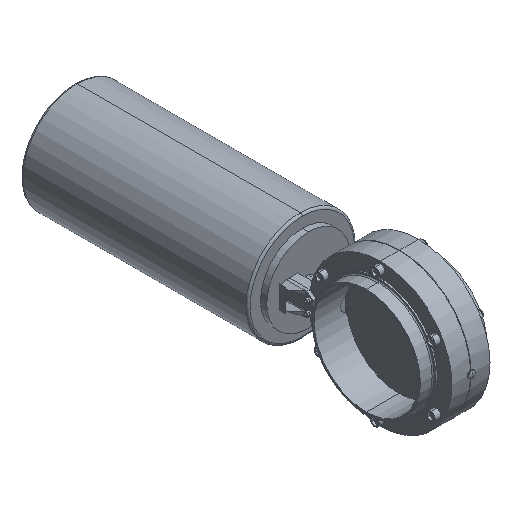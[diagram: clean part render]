
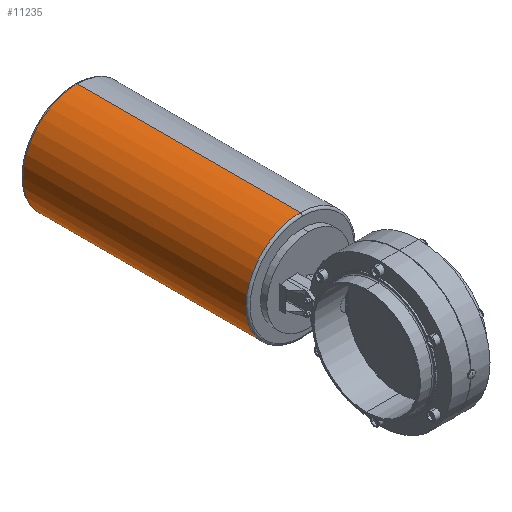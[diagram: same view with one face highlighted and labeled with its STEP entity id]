
A CAD part, isometric view. The second image highlights one B-rep face of the part: STEP entity #11235.
In plain terms, the highlighted cylindrical face has radius 52 mm (diameter 104 mm), a partial arc.
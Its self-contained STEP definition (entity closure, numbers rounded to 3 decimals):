
#280 = EDGE_CURVE ( 'NONE', #11355, #9894, #1900, .T. ) ;
#318 = DIRECTION ( 'NONE',  ( 0., -1., 0. ) ) ;
#607 = DIRECTION ( 'NONE',  ( 0., -1., 0. ) ) ;
#756 = VERTEX_POINT ( 'NONE', #6073 ) ;
#1163 = AXIS2_PLACEMENT_3D ( 'NONE', #9821, #4432, #1531 ) ;
#1253 = EDGE_CURVE ( 'NONE', #4063, #9894, #3519, .T. ) ;
#1531 = DIRECTION ( 'NONE',  ( 0., 0., 1. ) ) ;
#1900 = CIRCLE ( 'NONE', #1163, 52. ) ;
#2498 = DIRECTION ( 'NONE',  ( 0., 0., -1. ) ) ;
#2615 = CYLINDRICAL_SURFACE ( 'NONE', #7472, 52. ) ;
#2727 = CARTESIAN_POINT ( 'NONE',  ( 0., 95.35, -52. ) ) ;
#3253 = LINE ( 'NONE', #8818, #8367 ) ;
#3519 = LINE ( 'NONE', #3694, #5133 ) ;
#3694 = CARTESIAN_POINT ( 'NONE',  ( 0., 311.35, 52. ) ) ;
#4063 = VERTEX_POINT ( 'NONE', #9119 ) ;
#4276 = EDGE_LOOP ( 'NONE', ( #10440, #5866, #9055, #5561 ) ) ;
#4432 = DIRECTION ( 'NONE',  ( 0., 1., 0. ) ) ;
#5133 = VECTOR ( 'NONE', #8120, 1000. ) ;
#5206 = AXIS2_PLACEMENT_3D ( 'NONE', #8419, #318, #6638 ) ;
#5561 = ORIENTED_EDGE ( 'NONE', *, *, #280, .T. ) ;
#5866 = ORIENTED_EDGE ( 'NONE', *, *, #8351, .T. ) ;
#6020 = EDGE_CURVE ( 'NONE', #756, #11355, #3253, .T. ) ;
#6073 = CARTESIAN_POINT ( 'NONE',  ( 0., 309.35, -52. ) ) ;
#6638 = DIRECTION ( 'NONE',  ( 0., 0., 1. ) ) ;
#6865 = FACE_OUTER_BOUND ( 'NONE', #4276, .T. ) ;
#6898 = CIRCLE ( 'NONE', #5206, 52. ) ;
#7403 = CARTESIAN_POINT ( 'NONE',  ( 0., 95.35, 52. ) ) ;
#7472 = AXIS2_PLACEMENT_3D ( 'NONE', #8771, #607, #2498 ) ;
#8120 = DIRECTION ( 'NONE',  ( 0., -1., 0. ) ) ;
#8351 = EDGE_CURVE ( 'NONE', #4063, #756, #6898, .T. ) ;
#8367 = VECTOR ( 'NONE', #10546, 1000. ) ;
#8419 = CARTESIAN_POINT ( 'NONE',  ( 0., 309.35, 0. ) ) ;
#8771 = CARTESIAN_POINT ( 'NONE',  ( 0., 311.35, 0. ) ) ;
#8818 = CARTESIAN_POINT ( 'NONE',  ( 0., 311.35, -52. ) ) ;
#9055 = ORIENTED_EDGE ( 'NONE', *, *, #6020, .T. ) ;
#9119 = CARTESIAN_POINT ( 'NONE',  ( 0., 309.35, 52. ) ) ;
#9821 = CARTESIAN_POINT ( 'NONE',  ( 0., 95.35, 0. ) ) ;
#9894 = VERTEX_POINT ( 'NONE', #7403 ) ;
#10440 = ORIENTED_EDGE ( 'NONE', *, *, #1253, .F. ) ;
#10546 = DIRECTION ( 'NONE',  ( 0., -1., 0. ) ) ;
#11235 = ADVANCED_FACE ( 'NONE', ( #6865 ), #2615, .T. ) ;
#11355 = VERTEX_POINT ( 'NONE', #2727 ) ;
